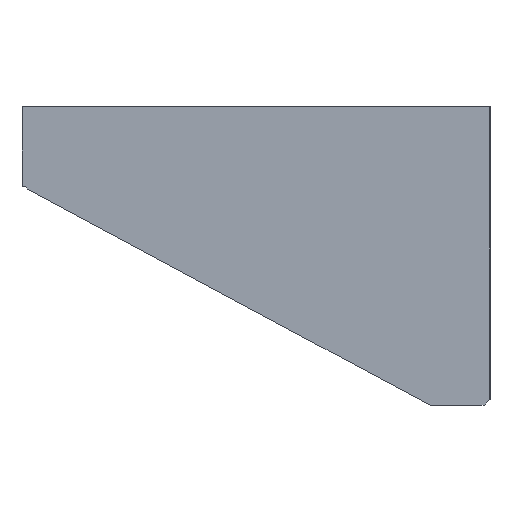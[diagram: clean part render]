
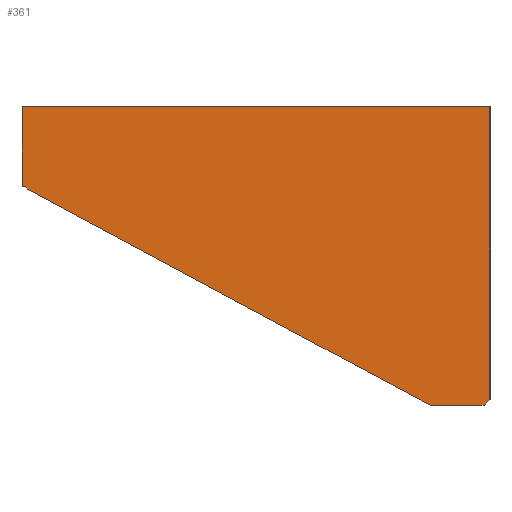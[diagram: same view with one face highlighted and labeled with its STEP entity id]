
A CAD part, left-side view. The second image highlights one B-rep face of the part: STEP entity #361.
In plain terms, the highlighted planar face has unit normal (-1, 0, 0).
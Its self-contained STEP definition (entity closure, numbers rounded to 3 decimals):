
#32=PLANE('',#399);
#50=FACE_OUTER_BOUND('',#71,.T.);
#71=EDGE_LOOP('',(#317,#318,#319,#320,#321,#322,#323,#324));
#81=LINE('',#517,#123);
#85=LINE('',#525,#127);
#101=LINE('',#558,#143);
#105=LINE('',#565,#147);
#109=LINE('',#573,#151);
#112=LINE('',#579,#154);
#115=LINE('',#585,#157);
#116=LINE('',#586,#158);
#123=VECTOR('',#428,10.);
#127=VECTOR('',#434,10.);
#143=VECTOR('',#460,10.);
#147=VECTOR('',#466,10.);
#151=VECTOR('',#474,10.);
#154=VECTOR('',#479,10.);
#157=VECTOR('',#484,10.);
#158=VECTOR('',#485,10.);
#174=VERTEX_POINT('',#515);
#175=VERTEX_POINT('',#516);
#178=VERTEX_POINT('',#524);
#190=VERTEX_POINT('',#557);
#192=VERTEX_POINT('',#564);
#194=VERTEX_POINT('',#572);
#196=VERTEX_POINT('',#578);
#198=VERTEX_POINT('',#584);
#209=EDGE_CURVE('',#174,#175,#81,.T.);
#213=EDGE_CURVE('',#175,#178,#85,.T.);
#229=EDGE_CURVE('',#190,#174,#101,.T.);
#233=EDGE_CURVE('',#178,#192,#105,.T.);
#237=EDGE_CURVE('',#192,#194,#109,.T.);
#240=EDGE_CURVE('',#196,#190,#112,.T.);
#243=EDGE_CURVE('',#194,#198,#115,.T.);
#244=EDGE_CURVE('',#198,#196,#116,.T.);
#317=ORIENTED_EDGE('',*,*,#229,.T.);
#318=ORIENTED_EDGE('',*,*,#209,.T.);
#319=ORIENTED_EDGE('',*,*,#213,.T.);
#320=ORIENTED_EDGE('',*,*,#233,.T.);
#321=ORIENTED_EDGE('',*,*,#237,.T.);
#322=ORIENTED_EDGE('',*,*,#243,.T.);
#323=ORIENTED_EDGE('',*,*,#244,.T.);
#324=ORIENTED_EDGE('',*,*,#240,.T.);
#361=ADVANCED_FACE('',(#50),#32,.T.);
#399=AXIS2_PLACEMENT_3D('',#583,#482,#483);
#428=DIRECTION('',(0.,-0.513,-0.858));
#434=DIRECTION('',(0.,-0.881,-0.473));
#460=DIRECTION('',(0.,-1.,0.));
#466=DIRECTION('',(0.,-1.,0.));
#474=DIRECTION('',(0.,-0.707,0.707));
#479=DIRECTION('',(0.,0.,-1.));
#482=DIRECTION('center_axis',(-1.,0.,0.));
#483=DIRECTION('ref_axis',(0.,1.,0.));
#484=DIRECTION('',(0.,0.,1.));
#485=DIRECTION('',(0.,1.,0.));
#515=CARTESIAN_POINT('',(-174.,23.141,-8.));
#516=CARTESIAN_POINT('',(-174.,22.971,-8.284));
#517=CARTESIAN_POINT('',(-174.,23.5,-7.4));
#524=CARTESIAN_POINT('',(-174.,-17.5,-30.));
#525=CARTESIAN_POINT('',(-174.,22.5,-8.537));
#557=CARTESIAN_POINT('',(-174.,23.5,-8.));
#558=CARTESIAN_POINT('',(-174.,-11.75,-8.));
#564=CARTESIAN_POINT('',(-174.,-22.9,-30.));
#565=CARTESIAN_POINT('',(-174.,-19.75,-30.));
#572=CARTESIAN_POINT('',(-174.,-23.5,-29.4));
#573=CARTESIAN_POINT('',(-174.,-25.175,-27.725));
#578=CARTESIAN_POINT('',(-174.,23.5,0.));
#579=CARTESIAN_POINT('',(-174.,23.5,0.));
#583=CARTESIAN_POINT('Origin',(-174.,-23.5,0.));
#584=CARTESIAN_POINT('',(-174.,-23.5,0.));
#585=CARTESIAN_POINT('',(-174.,-23.5,-24.2));
#586=CARTESIAN_POINT('',(-174.,-20.7,0.));
